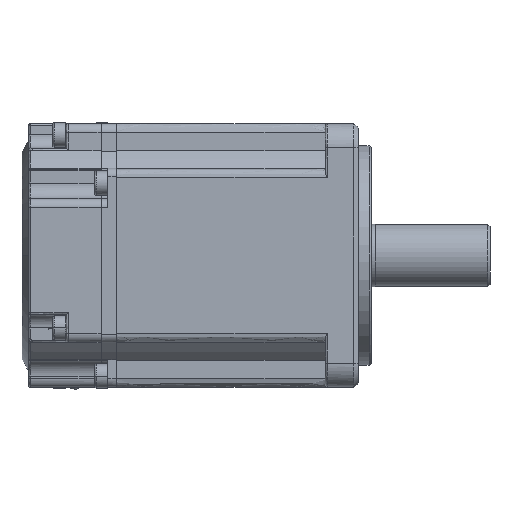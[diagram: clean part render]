
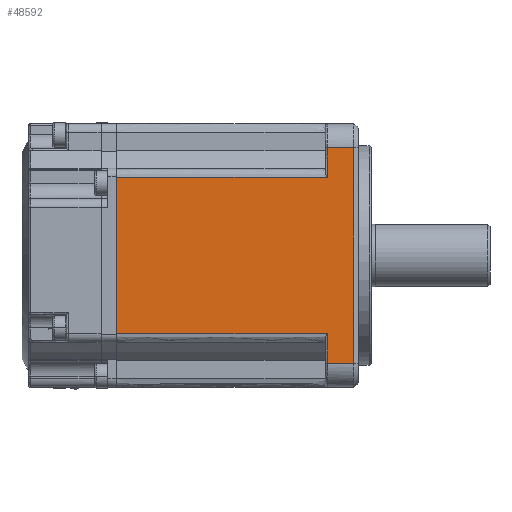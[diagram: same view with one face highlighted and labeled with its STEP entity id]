
A CAD part, front view. The second image highlights one B-rep face of the part: STEP entity #48592.
In plain terms, the highlighted free-form (B-spline) face has degree [1, 1] with [2, 2] control points.
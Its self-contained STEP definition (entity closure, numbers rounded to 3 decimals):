
#1078 = CARTESIAN_POINT ( 'NONE',  ( 18.2, -30., -24.5 ) ) ;
#1136 = CARTESIAN_POINT ( 'NONE',  ( 12.2, -30., -24.5 ) ) ;
#1585 = FACE_OUTER_BOUND ( 'NONE', #90184, .T. ) ;
#2174 = EDGE_CURVE ( 'NONE', #11322, #88834, #53419, .T. ) ;
#5642 = CARTESIAN_POINT ( 'NONE',  ( 12.2, -30., -17.8 ) ) ;
#6853 = CARTESIAN_POINT ( 'NONE',  ( 12.2, -30., 24.5 ) ) ;
#7256 = VERTEX_POINT ( 'NONE', #8986 ) ;
#8364 = CARTESIAN_POINT ( 'NONE',  ( 18.2, -30., 24.5 ) ) ;
#8986 = CARTESIAN_POINT ( 'NONE',  ( 18.2, -30., 24.5 ) ) ;
#11322 = VERTEX_POINT ( 'NONE', #33607 ) ;
#13329 = ORIENTED_EDGE ( 'NONE', *, *, #51812, .T. ) ;
#16379 = B_SPLINE_CURVE_WITH_KNOTS ( 'NONE', 1,
 ( #27658, #98776 ),
 .UNSPECIFIED., .F., .F.,
 ( 2, 2 ),
 ( 0., 1. ),
 .UNSPECIFIED. ) ;
#16395 = CARTESIAN_POINT ( 'NONE',  ( -35.8, -30., 24.5 ) ) ;
#17259 = B_SPLINE_CURVE_WITH_KNOTS ( 'NONE', 1,
 ( #39768, #94542 ),
 .UNSPECIFIED., .F., .F.,
 ( 2, 2 ),
 ( 0., 1. ),
 .UNSPECIFIED. ) ;
#17913 = CARTESIAN_POINT ( 'NONE',  ( -35.8, -30., -24.5 ) ) ;
#19503 = B_SPLINE_CURVE_WITH_KNOTS ( 'NONE', 1,
 ( #100975, #92330 ),
 .UNSPECIFIED., .F., .F.,
 ( 2, 2 ),
 ( 0., 1. ),
 .UNSPECIFIED. ) ;
#24002 = CARTESIAN_POINT ( 'NONE',  ( 12.2, -30., -17.8 ) ) ;
#26160 = B_SPLINE_CURVE_WITH_KNOTS ( 'NONE', 1,
 ( #1136, #37991 ),
 .UNSPECIFIED., .F., .F.,
 ( 2, 2 ),
 ( 0., 1. ),
 .UNSPECIFIED. ) ;
#26551 = B_SPLINE_SURFACE_WITH_KNOTS ( 'NONE', 1, 1, ( 
 ( #16395, #47602 ),
 ( #17913, #1078 ) ),
 .UNSPECIFIED., .F., .F., .F.,
 ( 2, 2 ),
 ( 2, 2 ),
 ( 0., 1. ),
 ( 0., 1. ),
 .UNSPECIFIED. ) ;
#27437 = CARTESIAN_POINT ( 'NONE',  ( -35.8, -30., 17.8 ) ) ;
#27658 = CARTESIAN_POINT ( 'NONE',  ( 18.2, -30., -24.5 ) ) ;
#29403 = EDGE_CURVE ( 'NONE', #47841, #100173, #26160, .T. ) ;
#29731 = EDGE_CURVE ( 'NONE', #100173, #7256, #16379, .T. ) ;
#31489 = B_SPLINE_CURVE_WITH_KNOTS ( 'NONE', 1,
 ( #24002, #86473 ),
 .UNSPECIFIED., .F., .F.,
 ( 2, 2 ),
 ( 0., 1. ),
 .UNSPECIFIED. ) ;
#33607 = CARTESIAN_POINT ( 'NONE',  ( 12.2, -30., 24.5 ) ) ;
#35005 = CARTESIAN_POINT ( 'NONE',  ( 12.2, -30., 24.5 ) ) ;
#37991 = CARTESIAN_POINT ( 'NONE',  ( 18.2, -30., -24.5 ) ) ;
#39768 = CARTESIAN_POINT ( 'NONE',  ( 12.2, -30., 17.8 ) ) ;
#40495 = ORIENTED_EDGE ( 'NONE', *, *, #29731, .T. ) ;
#41492 = VERTEX_POINT ( 'NONE', #99519 ) ;
#42065 = ORIENTED_EDGE ( 'NONE', *, *, #90947, .T. ) ;
#47602 = CARTESIAN_POINT ( 'NONE',  ( 18.2, -30., 24.5 ) ) ;
#47841 = VERTEX_POINT ( 'NONE', #56145 ) ;
#48182 = VERTEX_POINT ( 'NONE', #68884 ) ;
#48592 = ADVANCED_FACE ( 'NONE', ( #1585 ), #26551, .T. ) ;
#50480 = CARTESIAN_POINT ( 'NONE',  ( -35.8, -30., -17.8 ) ) ;
#51244 = B_SPLINE_CURVE_WITH_KNOTS ( 'NONE', 1,
 ( #8364, #6853 ),
 .UNSPECIFIED., .F., .F.,
 ( 2, 2 ),
 ( 0., 1. ),
 .UNSPECIFIED. ) ;
#51812 = EDGE_CURVE ( 'NONE', #88834, #41492, #17259, .T. ) ;
#53419 = B_SPLINE_CURVE_WITH_KNOTS ( 'NONE', 1,
 ( #35005, #93563 ),
 .UNSPECIFIED., .F., .F.,
 ( 2, 2 ),
 ( 0., 1. ),
 .UNSPECIFIED. ) ;
#56145 = CARTESIAN_POINT ( 'NONE',  ( 12.2, -30., -24.5 ) ) ;
#61757 = B_SPLINE_CURVE_WITH_KNOTS ( 'NONE', 1,
 ( #27437, #50480 ),
 .UNSPECIFIED., .F., .F.,
 ( 2, 2 ),
 ( 0., 1. ),
 .UNSPECIFIED. ) ;
#68484 = CARTESIAN_POINT ( 'NONE',  ( 18.2, -30., -24.5 ) ) ;
#68884 = CARTESIAN_POINT ( 'NONE',  ( -35.8, -30., -17.8 ) ) ;
#72023 = ORIENTED_EDGE ( 'NONE', *, *, #84008, .T. ) ;
#75969 = ORIENTED_EDGE ( 'NONE', *, *, #29403, .T. ) ;
#79596 = ORIENTED_EDGE ( 'NONE', *, *, #86263, .T. ) ;
#84003 = EDGE_CURVE ( 'NONE', #48182, #99866, #19503, .T. ) ;
#84008 = EDGE_CURVE ( 'NONE', #7256, #11322, #51244, .T. ) ;
#86263 = EDGE_CURVE ( 'NONE', #41492, #48182, #61757, .T. ) ;
#86473 = CARTESIAN_POINT ( 'NONE',  ( 12.2, -30., -24.5 ) ) ;
#88834 = VERTEX_POINT ( 'NONE', #92437 ) ;
#89241 = ORIENTED_EDGE ( 'NONE', *, *, #84003, .T. ) ;
#90184 = EDGE_LOOP ( 'NONE', ( #89241, #42065, #75969, #40495, #72023, #93039, #13329, #79596 ) ) ;
#90947 = EDGE_CURVE ( 'NONE', #99866, #47841, #31489, .T. ) ;
#92330 = CARTESIAN_POINT ( 'NONE',  ( 12.2, -30., -17.8 ) ) ;
#92437 = CARTESIAN_POINT ( 'NONE',  ( 12.2, -30., 17.8 ) ) ;
#93039 = ORIENTED_EDGE ( 'NONE', *, *, #2174, .T. ) ;
#93563 = CARTESIAN_POINT ( 'NONE',  ( 12.2, -30., 17.8 ) ) ;
#94542 = CARTESIAN_POINT ( 'NONE',  ( -35.8, -30., 17.8 ) ) ;
#98776 = CARTESIAN_POINT ( 'NONE',  ( 18.2, -30., 24.5 ) ) ;
#99519 = CARTESIAN_POINT ( 'NONE',  ( -35.8, -30., 17.8 ) ) ;
#99866 = VERTEX_POINT ( 'NONE', #5642 ) ;
#100173 = VERTEX_POINT ( 'NONE', #68484 ) ;
#100975 = CARTESIAN_POINT ( 'NONE',  ( -35.8, -30., -17.8 ) ) ;
